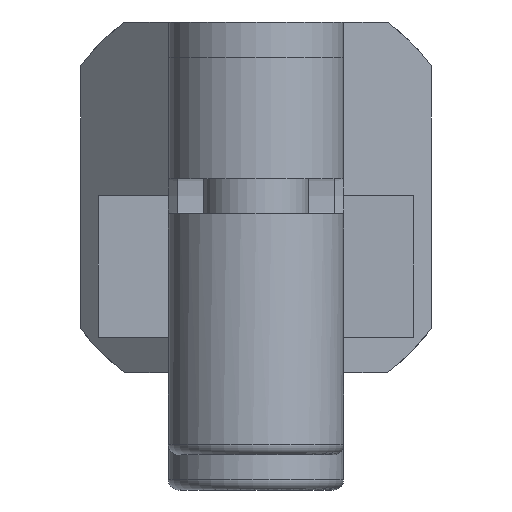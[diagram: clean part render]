
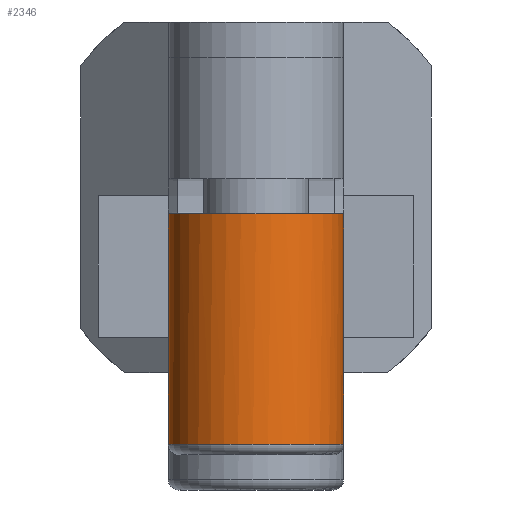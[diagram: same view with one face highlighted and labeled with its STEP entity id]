
A CAD part, left-side view. The second image highlights one B-rep face of the part: STEP entity #2346.
In plain terms, the highlighted cylindrical face has radius 5 mm (diameter 10 mm), a full revolution.
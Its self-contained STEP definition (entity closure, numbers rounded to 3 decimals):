
#153=CYLINDRICAL_SURFACE('',#2589,5.);
#241=FACE_OUTER_BOUND('',#383,.T.);
#383=EDGE_LOOP('',(#1847,#1848,#1849,#1850,#1851,#1852,#1853,#1854,#1855,
#1856));
#474=CIRCLE('',#2445,5.);
#475=CIRCLE('',#2446,5.);
#479=CIRCLE('',#2450,5.);
#542=CIRCLE('',#2564,5.);
#543=CIRCLE('',#2565,5.);
#554=CIRCLE('',#2585,5.);
#669=LINE('',#3892,#831);
#679=LINE('',#3939,#841);
#683=LINE('',#3946,#845);
#831=VECTOR('',#3070,10.);
#841=VECTOR('',#3108,10.);
#845=VECTOR('',#3114,5.);
#937=VERTEX_POINT('',#3446);
#938=VERTEX_POINT('',#3447);
#939=VERTEX_POINT('',#3449);
#1036=VERTEX_POINT('',#3852);
#1037=VERTEX_POINT('',#3853);
#1038=VERTEX_POINT('',#3855);
#1052=VERTEX_POINT('',#3891);
#1063=VERTEX_POINT('',#3931);
#1160=EDGE_CURVE('',#937,#938,#474,.T.);
#1161=EDGE_CURVE('',#938,#939,#475,.T.);
#1165=EDGE_CURVE('',#939,#937,#479,.T.);
#1305=EDGE_CURVE('',#1036,#1037,#542,.T.);
#1306=EDGE_CURVE('',#1037,#1038,#543,.T.);
#1324=EDGE_CURVE('',#1052,#1038,#669,.T.);
#1340=EDGE_CURVE('',#1063,#1052,#554,.T.);
#1344=EDGE_CURVE('',#1036,#1063,#679,.T.);
#1348=EDGE_CURVE('',#938,#1037,#683,.T.);
#1847=ORIENTED_EDGE('',*,*,#1160,.F.);
#1848=ORIENTED_EDGE('',*,*,#1165,.F.);
#1849=ORIENTED_EDGE('',*,*,#1161,.F.);
#1850=ORIENTED_EDGE('',*,*,#1348,.T.);
#1851=ORIENTED_EDGE('',*,*,#1305,.F.);
#1852=ORIENTED_EDGE('',*,*,#1344,.T.);
#1853=ORIENTED_EDGE('',*,*,#1340,.T.);
#1854=ORIENTED_EDGE('',*,*,#1324,.T.);
#1855=ORIENTED_EDGE('',*,*,#1306,.F.);
#1856=ORIENTED_EDGE('',*,*,#1348,.F.);
#2346=ADVANCED_FACE('',(#241),#153,.T.);
#2445=AXIS2_PLACEMENT_3D('',#3448,#2740,#2741);
#2446=AXIS2_PLACEMENT_3D('',#3450,#2742,#2743);
#2450=AXIS2_PLACEMENT_3D('',#3456,#2750,#2751);
#2564=AXIS2_PLACEMENT_3D('',#3854,#3036,#3037);
#2565=AXIS2_PLACEMENT_3D('',#3856,#3038,#3039);
#2585=AXIS2_PLACEMENT_3D('',#3932,#3097,#3098);
#2589=AXIS2_PLACEMENT_3D('',#3945,#3112,#3113);
#2740=DIRECTION('center_axis',(0.,0.,-1.));
#2741=DIRECTION('ref_axis',(-1.,0.,0.));
#2742=DIRECTION('center_axis',(0.,0.,-1.));
#2743=DIRECTION('ref_axis',(-1.,0.,0.));
#2750=DIRECTION('center_axis',(0.,0.,-1.));
#2751=DIRECTION('ref_axis',(-1.,0.,0.));
#3036=DIRECTION('center_axis',(0.,0.,
1.));
#3037=DIRECTION('ref_axis',(0.13,-0.991,0.));
#3038=DIRECTION('center_axis',(0.,0.,
1.));
#3039=DIRECTION('ref_axis',(0.13,-0.991,0.));
#3070=DIRECTION('',(0.,0.,-1.));
#3097=DIRECTION('center_axis',(0.,0.,
-1.));
#3098=DIRECTION('ref_axis',(-0.707,0.707,0.));
#3108=DIRECTION('',(0.,0.,1.));
#3112=DIRECTION('center_axis',(0.,0.,
-1.));
#3113=DIRECTION('ref_axis',(-0.707,0.707,0.));
#3114=DIRECTION('',(0.,0.,1.));
#3446=CARTESIAN_POINT('',(-242.402,-0.001,18.532));
#3447=CARTESIAN_POINT('',(-243.866,-3.537,18.532));
#3448=CARTESIAN_POINT('Origin',(-247.402,-0.001,18.532));
#3449=CARTESIAN_POINT('',(-247.402,4.999,18.532));
#3450=CARTESIAN_POINT('Origin',(-247.402,-0.001,18.532));
#3456=CARTESIAN_POINT('Origin',(-247.402,-0.001,18.532));
#3852=CARTESIAN_POINT('',(-247.402,-5.001,24.632));
#3853=CARTESIAN_POINT('',(-243.866,-3.537,24.632));
#3854=CARTESIAN_POINT('Origin',(-247.402,-0.001,24.632));
#3855=CARTESIAN_POINT('',(-247.402,4.999,24.632));
#3856=CARTESIAN_POINT('Origin',(-247.402,-0.001,24.632));
#3891=CARTESIAN_POINT('',(-247.402,4.999,31.682));
#3892=CARTESIAN_POINT('',(-247.402,4.999,31.86));
#3931=CARTESIAN_POINT('',(-247.402,-5.001,31.682));
#3932=CARTESIAN_POINT('Origin',(-247.402,-0.001,
31.682));
#3939=CARTESIAN_POINT('',(-247.402,-5.001,31.86));
#3945=CARTESIAN_POINT('Origin',(-247.402,-0.001,
31.86));
#3946=CARTESIAN_POINT('',(-243.866,-3.537,31.86));
